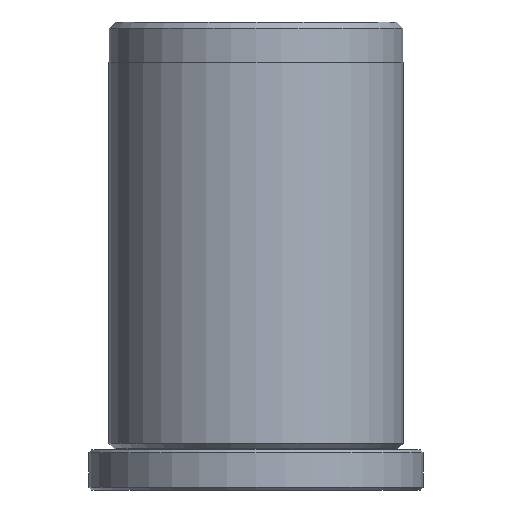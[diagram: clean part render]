
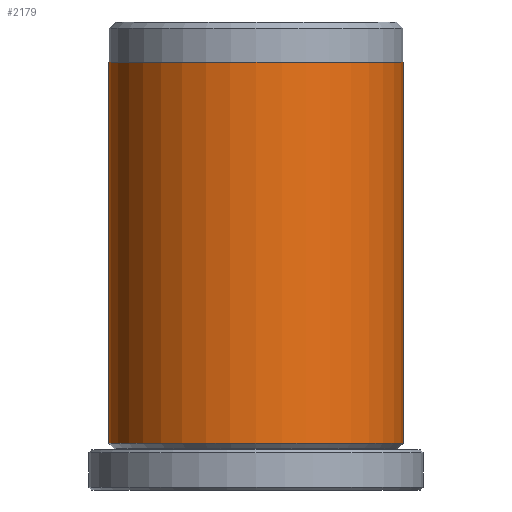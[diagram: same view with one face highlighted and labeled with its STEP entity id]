
A CAD part, front view. The second image highlights one B-rep face of the part: STEP entity #2179.
In plain terms, the highlighted cylindrical face has radius 11 mm (diameter 22 mm), a partial arc.
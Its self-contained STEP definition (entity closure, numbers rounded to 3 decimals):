
#87 = EDGE_LOOP ( 'NONE', ( #1546, #2677, #1582, #3035 ) ) ;
#138 = VECTOR ( 'NONE', #753, 1000. ) ;
#220 = AXIS2_PLACEMENT_3D ( 'NONE', #1734, #314, #1977 ) ;
#241 = FACE_OUTER_BOUND ( 'NONE', #87, .T. ) ;
#243 = DIRECTION ( 'NONE',  ( -1., 0., 0. ) ) ;
#314 = DIRECTION ( 'NONE',  ( 0., 0., -1. ) ) ;
#447 = EDGE_CURVE ( 'NONE', #1247, #1941, #2394, .T. ) ;
#487 = CARTESIAN_POINT ( 'NONE',  ( 0., 0., 35. ) ) ;
#560 = CARTESIAN_POINT ( 'NONE',  ( 11., 0., 32. ) ) ;
#626 = CARTESIAN_POINT ( 'NONE',  ( -11., 0., 3.5 ) ) ;
#734 = CARTESIAN_POINT ( 'NONE',  ( -11., 0., 35. ) ) ;
#753 = DIRECTION ( 'NONE',  ( 0., 0., -1. ) ) ;
#901 = DIRECTION ( 'NONE',  ( 0., 0., 1. ) ) ;
#980 = CARTESIAN_POINT ( 'NONE',  ( -11., 0., 32. ) ) ;
#1247 = VERTEX_POINT ( 'NONE', #560 ) ;
#1402 = VERTEX_POINT ( 'NONE', #626 ) ;
#1447 = CYLINDRICAL_SURFACE ( 'NONE', #2808, 11. ) ;
#1546 = ORIENTED_EDGE ( 'NONE', *, *, #447, .F. ) ;
#1582 = ORIENTED_EDGE ( 'NONE', *, *, #2853, .T. ) ;
#1672 = DIRECTION ( 'NONE',  ( 0., 0., -1. ) ) ;
#1734 = CARTESIAN_POINT ( 'NONE',  ( 0., 0., 3.5 ) ) ;
#1859 = CIRCLE ( 'NONE', #1954, 11. ) ;
#1868 = VECTOR ( 'NONE', #2233, 1000. ) ;
#1941 = VERTEX_POINT ( 'NONE', #2734 ) ;
#1954 = AXIS2_PLACEMENT_3D ( 'NONE', #2313, #901, #2545 ) ;
#1977 = DIRECTION ( 'NONE',  ( -1., 0., 0. ) ) ;
#2077 = CIRCLE ( 'NONE', #220, 11. ) ;
#2179 = ADVANCED_FACE ( 'NONE', ( #241 ), #1447, .T. ) ;
#2215 = EDGE_CURVE ( 'NONE', #1941, #1402, #2077, .T. ) ;
#2233 = DIRECTION ( 'NONE',  ( 0., 0., -1. ) ) ;
#2313 = CARTESIAN_POINT ( 'NONE',  ( 0., 0., 32. ) ) ;
#2394 = LINE ( 'NONE', #2446, #1868 ) ;
#2446 = CARTESIAN_POINT ( 'NONE',  ( 11., 0., 35. ) ) ;
#2531 = EDGE_CURVE ( 'NONE', #2788, #1247, #1859, .T. ) ;
#2545 = DIRECTION ( 'NONE',  ( 1., 0., 0. ) ) ;
#2643 = LINE ( 'NONE', #734, #138 ) ;
#2677 = ORIENTED_EDGE ( 'NONE', *, *, #2531, .F. ) ;
#2734 = CARTESIAN_POINT ( 'NONE',  ( 11., 0., 3.5 ) ) ;
#2788 = VERTEX_POINT ( 'NONE', #980 ) ;
#2808 = AXIS2_PLACEMENT_3D ( 'NONE', #487, #1672, #243 ) ;
#2853 = EDGE_CURVE ( 'NONE', #2788, #1402, #2643, .T. ) ;
#3035 = ORIENTED_EDGE ( 'NONE', *, *, #2215, .F. ) ;
